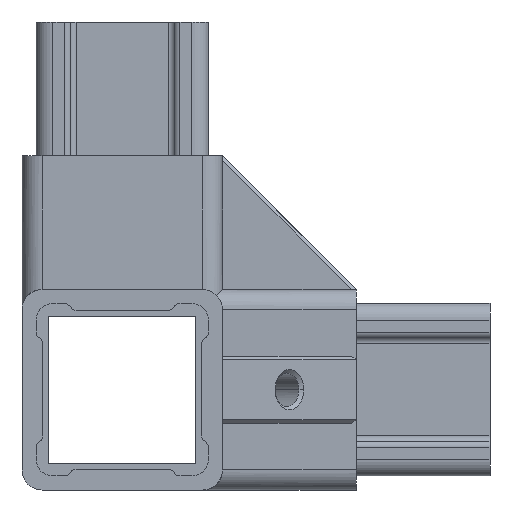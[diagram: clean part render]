
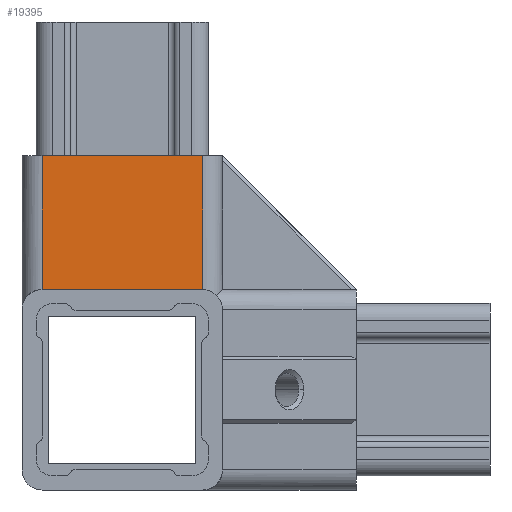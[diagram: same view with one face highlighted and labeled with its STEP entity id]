
A CAD part, left-side view. The second image highlights one B-rep face of the part: STEP entity #19395.
In plain terms, the highlighted planar face has unit normal (-1, 0, 0).
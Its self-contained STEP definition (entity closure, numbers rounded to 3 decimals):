
#98 = CARTESIAN_POINT ( 'NONE',  ( 0., 47., 8.333 ) ) ;
#544 = DIRECTION ( 'NONE',  ( 1., 0., 0. ) ) ;
#1595 = CARTESIAN_POINT ( 'NONE',  ( 0., 23., 28.333 ) ) ;
#1695 = EDGE_CURVE ( 'NONE', #19970, #5668, #13663, .T. ) ;
#1718 = PLANE ( 'NONE',  #3945 ) ;
#3293 = EDGE_CURVE ( 'NONE', #19970, #19783, #13860, .T. ) ;
#3945 = AXIS2_PLACEMENT_3D ( 'NONE', #19567, #544, #14599 ) ;
#5668 = VERTEX_POINT ( 'NONE', #98 ) ;
#6249 = DIRECTION ( 'NONE',  ( 0., -1., 0. ) ) ;
#7484 = CARTESIAN_POINT ( 'NONE',  ( 0., 47., 28.333 ) ) ;
#7621 = CARTESIAN_POINT ( 'NONE',  ( 0., 23., 8.333 ) ) ;
#7951 = VECTOR ( 'NONE', #9817, 1000. ) ;
#9817 = DIRECTION ( 'NONE',  ( 0., -1., 0. ) ) ;
#10266 = DIRECTION ( 'NONE',  ( 0., 0., 1. ) ) ;
#10694 = CARTESIAN_POINT ( 'NONE',  ( 0., 47., 0. ) ) ;
#11066 = VERTEX_POINT ( 'NONE', #7621 ) ;
#11175 = CARTESIAN_POINT ( 'NONE',  ( 0., 50., 8.333 ) ) ;
#11238 = ORIENTED_EDGE ( 'NONE', *, *, #16907, .T. ) ;
#11939 = VECTOR ( 'NONE', #15531, 1000. ) ;
#11997 = EDGE_LOOP ( 'NONE', ( #14154, #14942, #19238, #11238 ) ) ;
#12986 = LINE ( 'NONE', #11175, #18429 ) ;
#13037 = CARTESIAN_POINT ( 'NONE',  ( 0., 50., 28.333 ) ) ;
#13413 = CARTESIAN_POINT ( 'NONE',  ( 0., 23., 0. ) ) ;
#13502 = LINE ( 'NONE', #13413, #14233 ) ;
#13663 = LINE ( 'NONE', #10694, #11939 ) ;
#13860 = LINE ( 'NONE', #13037, #7951 ) ;
#14154 = ORIENTED_EDGE ( 'NONE', *, *, #3293, .F. ) ;
#14233 = VECTOR ( 'NONE', #10266, 1000. ) ;
#14599 = DIRECTION ( 'NONE',  ( 0., 0., -1. ) ) ;
#14942 = ORIENTED_EDGE ( 'NONE', *, *, #1695, .T. ) ;
#15531 = DIRECTION ( 'NONE',  ( 0., 0., -1. ) ) ;
#16907 = EDGE_CURVE ( 'NONE', #11066, #19783, #13502, .T. ) ;
#17133 = EDGE_CURVE ( 'NONE', #5668, #11066, #12986, .T. ) ;
#17137 = FACE_OUTER_BOUND ( 'NONE', #11997, .T. ) ;
#18429 = VECTOR ( 'NONE', #6249, 1000. ) ;
#19238 = ORIENTED_EDGE ( 'NONE', *, *, #17133, .T. ) ;
#19395 = ADVANCED_FACE ( 'NONE', ( #17137 ), #1718, .F. ) ;
#19567 = CARTESIAN_POINT ( 'NONE',  ( 0., 0., 0. ) ) ;
#19783 = VERTEX_POINT ( 'NONE', #1595 ) ;
#19970 = VERTEX_POINT ( 'NONE', #7484 ) ;
